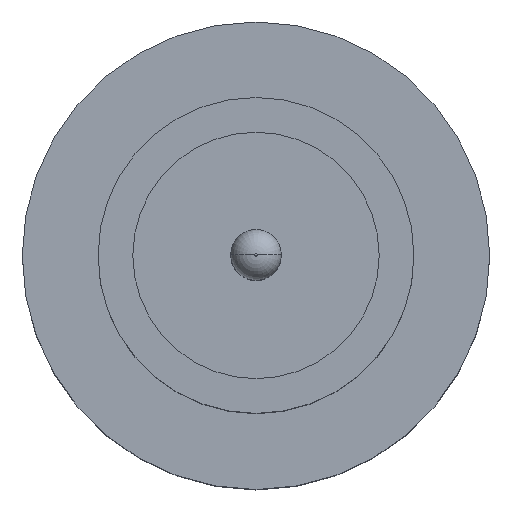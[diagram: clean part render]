
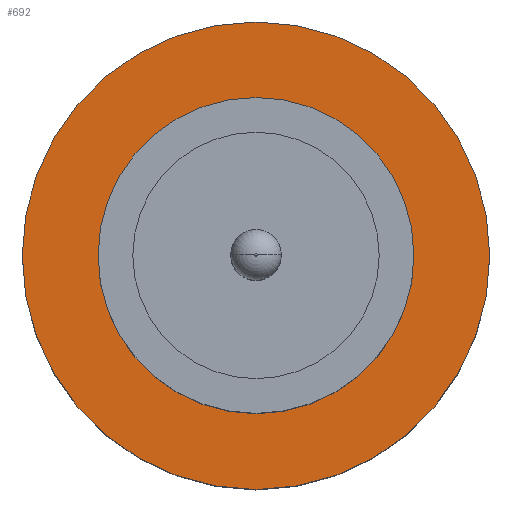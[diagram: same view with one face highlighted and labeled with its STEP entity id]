
A CAD part, top view. The second image highlights one B-rep face of the part: STEP entity #692.
In plain terms, the highlighted planar face has unit normal (0, 0, 1).
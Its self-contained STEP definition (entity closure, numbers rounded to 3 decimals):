
#8 = CARTESIAN_POINT ( 'NONE',  ( 0., 0., 1.55 ) ) ;
#59 = DIRECTION ( 'NONE',  ( 1., 0., 0. ) ) ;
#77 = FACE_OUTER_BOUND ( 'NONE', #207, .T. ) ;
#116 = CARTESIAN_POINT ( 'NONE',  ( 1.25, 0., 1.55 ) ) ;
#131 = AXIS2_PLACEMENT_3D ( 'NONE', #837, #132, #619 ) ;
#132 = DIRECTION ( 'NONE',  ( 0., 0., 1. ) ) ;
#135 = EDGE_CURVE ( 'NONE', #293, #405, #766, .T. ) ;
#171 = CARTESIAN_POINT ( 'NONE',  ( -1.25, 0., 1.55 ) ) ;
#207 = EDGE_LOOP ( 'NONE', ( #893, #708 ) ) ;
#247 = VERTEX_POINT ( 'NONE', #365 ) ;
#288 = DIRECTION ( 'NONE',  ( 0., 0., 1. ) ) ;
#289 = CIRCLE ( 'NONE', #381, 1.25 ) ;
#293 = VERTEX_POINT ( 'NONE', #116 ) ;
#306 = EDGE_CURVE ( 'NONE', #331, #247, #445, .T. ) ;
#317 = EDGE_CURVE ( 'NONE', #247, #331, #482, .T. ) ;
#331 = VERTEX_POINT ( 'NONE', #350 ) ;
#349 = CARTESIAN_POINT ( 'NONE',  ( 0., 0., 1.55 ) ) ;
#350 = CARTESIAN_POINT ( 'NONE',  ( -1.85, 0., 1.55 ) ) ;
#365 = CARTESIAN_POINT ( 'NONE',  ( 1.85, 0., 1.55 ) ) ;
#368 = DIRECTION ( 'NONE',  ( 1., 0., 0. ) ) ;
#381 = AXIS2_PLACEMENT_3D ( 'NONE', #8, #775, #368 ) ;
#405 = VERTEX_POINT ( 'NONE', #171 ) ;
#416 = CARTESIAN_POINT ( 'NONE',  ( 0., 0., 1.55 ) ) ;
#424 = ORIENTED_EDGE ( 'NONE', *, *, #135, .F. ) ;
#445 = CIRCLE ( 'NONE', #131, 1.85 ) ;
#482 = CIRCLE ( 'NONE', #764, 1.85 ) ;
#581 = DIRECTION ( 'NONE',  ( 1., 0., 0. ) ) ;
#586 = CARTESIAN_POINT ( 'NONE',  ( 0., 0., 1.55 ) ) ;
#618 = DIRECTION ( 'NONE',  ( 1., 0., 0. ) ) ;
#619 = DIRECTION ( 'NONE',  ( 1., 0., 0. ) ) ;
#623 = PLANE ( 'NONE',  #720 ) ;
#629 = ORIENTED_EDGE ( 'NONE', *, *, #728, .F. ) ;
#664 = DIRECTION ( 'NONE',  ( 0., 0., 1. ) ) ;
#665 = AXIS2_PLACEMENT_3D ( 'NONE', #586, #664, #581 ) ;
#684 = DIRECTION ( 'NONE',  ( 0., 0., 1. ) ) ;
#692 = ADVANCED_FACE ( 'NONE', ( #796, #77 ), #623, .T. ) ;
#708 = ORIENTED_EDGE ( 'NONE', *, *, #317, .T. ) ;
#720 = AXIS2_PLACEMENT_3D ( 'NONE', #349, #288, #618 ) ;
#728 = EDGE_CURVE ( 'NONE', #405, #293, #289, .T. ) ;
#764 = AXIS2_PLACEMENT_3D ( 'NONE', #416, #684, #59 ) ;
#766 = CIRCLE ( 'NONE', #665, 1.25 ) ;
#775 = DIRECTION ( 'NONE',  ( 0., 0., 1. ) ) ;
#796 = FACE_BOUND ( 'NONE', #878, .T. ) ;
#837 = CARTESIAN_POINT ( 'NONE',  ( 0., 0., 1.55 ) ) ;
#878 = EDGE_LOOP ( 'NONE', ( #424, #629 ) ) ;
#893 = ORIENTED_EDGE ( 'NONE', *, *, #306, .T. ) ;
